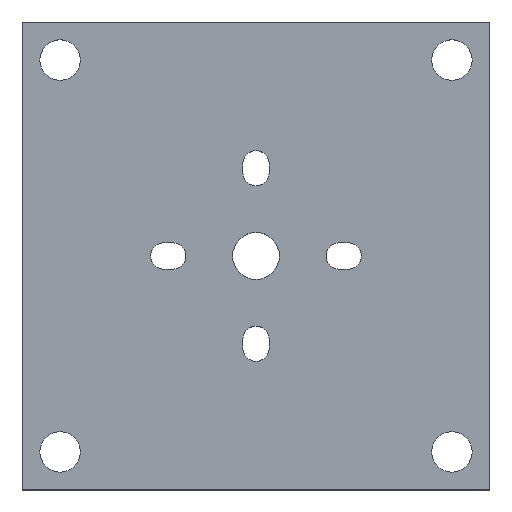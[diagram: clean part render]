
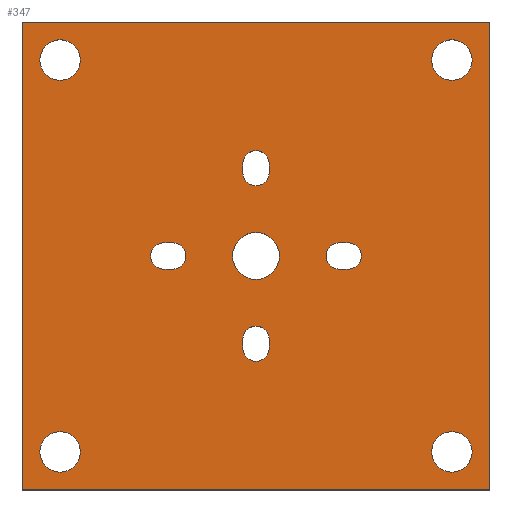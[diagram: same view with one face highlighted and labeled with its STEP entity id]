
A CAD part, top view. The second image highlights one B-rep face of the part: STEP entity #347.
In plain terms, the highlighted planar face has unit normal (0, 0, 1).
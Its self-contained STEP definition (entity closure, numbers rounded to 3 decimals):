
#62=CARTESIAN_POINT('Vertex',(60.083,67.,10.)) ;
#76=CARTESIAN_POINT('Vertex',(73.918,67.,10.)) ;
#79=CARTESIAN_POINT('Axis2P3D Location',(67.,67.,10.)) ;
#91=CARTESIAN_POINT('Axis2P3D Location',(0.,0.,10.)) ;
#96=CARTESIAN_POINT('Line Origine',(-80.,0.,10.)) ;
#100=CARTESIAN_POINT('Vertex',(-80.,80.,10.)) ;
#102=CARTESIAN_POINT('Vertex',(-80.,-80.,10.)) ;
#105=CARTESIAN_POINT('Line Origine',(0.,-80.,10.)) ;
#109=CARTESIAN_POINT('Vertex',(80.,-80.,10.)) ;
#112=CARTESIAN_POINT('Line Origine',(80.,0.,10.)) ;
#116=CARTESIAN_POINT('Vertex',(80.,80.,10.)) ;
#119=CARTESIAN_POINT('Line Origine',(0.,80.,10.)) ;
#130=CARTESIAN_POINT('Axis2P3D Location',(67.,67.,10.)) ;
#139=CARTESIAN_POINT('Axis2P3D Location',(31.5,0.,10.)) ;
#143=CARTESIAN_POINT('Vertex',(31.5,-4.5,10.)) ;
#145=CARTESIAN_POINT('Vertex',(31.5,4.5,10.)) ;
#148=CARTESIAN_POINT('Line Origine',(30.,-4.5,10.)) ;
#152=CARTESIAN_POINT('Vertex',(28.5,-4.5,10.)) ;
#155=CARTESIAN_POINT('Axis2P3D Location',(28.5,0.,10.)) ;
#159=CARTESIAN_POINT('Vertex',(28.5,4.5,10.)) ;
#162=CARTESIAN_POINT('Line Origine',(30.,4.5,10.)) ;
#173=CARTESIAN_POINT('Axis2P3D Location',(0.,0.,10.)) ;
#177=CARTESIAN_POINT('Vertex',(-8.,0.,10.)) ;
#179=CARTESIAN_POINT('Vertex',(8.,0.,10.)) ;
#182=CARTESIAN_POINT('Axis2P3D Location',(0.,0.,10.)) ;
#191=CARTESIAN_POINT('Axis2P3D Location',(0.,-31.5,10.)) ;
#195=CARTESIAN_POINT('Vertex',(-4.5,-31.5,10.)) ;
#197=CARTESIAN_POINT('Vertex',(4.5,-31.5,10.)) ;
#200=CARTESIAN_POINT('Line Origine',(-4.5,-30.,10.)) ;
#204=CARTESIAN_POINT('Vertex',(-4.5,-28.5,10.)) ;
#207=CARTESIAN_POINT('Axis2P3D Location',(0.,-28.5,10.)) ;
#211=CARTESIAN_POINT('Vertex',(4.5,-28.5,10.)) ;
#214=CARTESIAN_POINT('Line Origine',(4.5,-30.,10.)) ;
#225=CARTESIAN_POINT('Axis2P3D Location',(-31.5,0.,10.)) ;
#229=CARTESIAN_POINT('Vertex',(-31.5,4.5,10.)) ;
#231=CARTESIAN_POINT('Vertex',(-31.5,-4.5,10.)) ;
#234=CARTESIAN_POINT('Line Origine',(-30.,4.5,10.)) ;
#238=CARTESIAN_POINT('Vertex',(-28.5,4.5,10.)) ;
#241=CARTESIAN_POINT('Axis2P3D Location',(-28.5,0.,10.)) ;
#245=CARTESIAN_POINT('Vertex',(-28.5,-4.5,10.)) ;
#248=CARTESIAN_POINT('Line Origine',(-30.,-4.5,10.)) ;
#259=CARTESIAN_POINT('Axis2P3D Location',(0.,31.5,10.)) ;
#263=CARTESIAN_POINT('Vertex',(4.5,31.5,10.)) ;
#265=CARTESIAN_POINT('Vertex',(-4.5,31.5,10.)) ;
#268=CARTESIAN_POINT('Line Origine',(4.5,30.,10.)) ;
#272=CARTESIAN_POINT('Vertex',(4.5,28.5,10.)) ;
#275=CARTESIAN_POINT('Axis2P3D Location',(0.,28.5,10.)) ;
#279=CARTESIAN_POINT('Vertex',(-4.5,28.5,10.)) ;
#282=CARTESIAN_POINT('Line Origine',(-4.5,30.,10.)) ;
#293=CARTESIAN_POINT('Axis2P3D Location',(67.,-67.,10.)) ;
#297=CARTESIAN_POINT('Vertex',(67.,-73.918,10.)) ;
#299=CARTESIAN_POINT('Vertex',(67.,-60.083,10.)) ;
#302=CARTESIAN_POINT('Axis2P3D Location',(67.,-67.,10.)) ;
#311=CARTESIAN_POINT('Axis2P3D Location',(-67.,-67.,10.)) ;
#315=CARTESIAN_POINT('Vertex',(-73.918,-67.,10.)) ;
#317=CARTESIAN_POINT('Vertex',(-60.083,-67.,10.)) ;
#320=CARTESIAN_POINT('Axis2P3D Location',(-67.,-67.,10.)) ;
#329=CARTESIAN_POINT('Axis2P3D Location',(-67.,67.,10.)) ;
#333=CARTESIAN_POINT('Vertex',(-67.,73.918,10.)) ;
#335=CARTESIAN_POINT('Vertex',(-67.,60.083,10.)) ;
#338=CARTESIAN_POINT('Axis2P3D Location',(-67.,67.,10.)) ;
#80=DIRECTION('Axis2P3D Direction',(0.,-0.,-1.)) ;
#92=DIRECTION('Axis2P3D Direction',(0.,0.,1.)) ;
#93=DIRECTION('Axis2P3D XDirection',(1.,0.,0.)) ;
#97=DIRECTION('Vector Direction',(0.,-1.,0.)) ;
#106=DIRECTION('Vector Direction',(-1.,0.,0.)) ;
#113=DIRECTION('Vector Direction',(0.,1.,0.)) ;
#120=DIRECTION('Vector Direction',(1.,0.,0.)) ;
#131=DIRECTION('Axis2P3D Direction',(0.,0.,1.)) ;
#140=DIRECTION('Axis2P3D Direction',(0.,0.,1.)) ;
#149=DIRECTION('Vector Direction',(-1.,0.,0.)) ;
#156=DIRECTION('Axis2P3D Direction',(0.,0.,1.)) ;
#163=DIRECTION('Vector Direction',(1.,0.,0.)) ;
#174=DIRECTION('Axis2P3D Direction',(0.,0.,1.)) ;
#183=DIRECTION('Axis2P3D Direction',(0.,0.,1.)) ;
#192=DIRECTION('Axis2P3D Direction',(0.,0.,1.)) ;
#201=DIRECTION('Vector Direction',(0.,1.,0.)) ;
#208=DIRECTION('Axis2P3D Direction',(0.,0.,1.)) ;
#215=DIRECTION('Vector Direction',(0.,-1.,0.)) ;
#226=DIRECTION('Axis2P3D Direction',(0.,0.,1.)) ;
#235=DIRECTION('Vector Direction',(1.,0.,0.)) ;
#242=DIRECTION('Axis2P3D Direction',(0.,0.,1.)) ;
#249=DIRECTION('Vector Direction',(-1.,0.,0.)) ;
#260=DIRECTION('Axis2P3D Direction',(0.,0.,1.)) ;
#269=DIRECTION('Vector Direction',(0.,-1.,0.)) ;
#276=DIRECTION('Axis2P3D Direction',(0.,0.,1.)) ;
#283=DIRECTION('Vector Direction',(0.,1.,0.)) ;
#294=DIRECTION('Axis2P3D Direction',(0.,0.,1.)) ;
#303=DIRECTION('Axis2P3D Direction',(0.,0.,1.)) ;
#312=DIRECTION('Axis2P3D Direction',(0.,0.,1.)) ;
#321=DIRECTION('Axis2P3D Direction',(0.,0.,1.)) ;
#330=DIRECTION('Axis2P3D Direction',(0.,0.,1.)) ;
#339=DIRECTION('Axis2P3D Direction',(0.,0.,1.)) ;
#81=AXIS2_PLACEMENT_3D('Circle Axis2P3D',#79,#80,$) ;
#94=AXIS2_PLACEMENT_3D('Plane Axis2P3D',#91,#92,#93) ;
#132=AXIS2_PLACEMENT_3D('Circle Axis2P3D',#130,#131,$) ;
#141=AXIS2_PLACEMENT_3D('Circle Axis2P3D',#139,#140,$) ;
#157=AXIS2_PLACEMENT_3D('Circle Axis2P3D',#155,#156,$) ;
#175=AXIS2_PLACEMENT_3D('Circle Axis2P3D',#173,#174,$) ;
#184=AXIS2_PLACEMENT_3D('Circle Axis2P3D',#182,#183,$) ;
#193=AXIS2_PLACEMENT_3D('Circle Axis2P3D',#191,#192,$) ;
#209=AXIS2_PLACEMENT_3D('Circle Axis2P3D',#207,#208,$) ;
#227=AXIS2_PLACEMENT_3D('Circle Axis2P3D',#225,#226,$) ;
#243=AXIS2_PLACEMENT_3D('Circle Axis2P3D',#241,#242,$) ;
#261=AXIS2_PLACEMENT_3D('Circle Axis2P3D',#259,#260,$) ;
#277=AXIS2_PLACEMENT_3D('Circle Axis2P3D',#275,#276,$) ;
#295=AXIS2_PLACEMENT_3D('Circle Axis2P3D',#293,#294,$) ;
#304=AXIS2_PLACEMENT_3D('Circle Axis2P3D',#302,#303,$) ;
#313=AXIS2_PLACEMENT_3D('Circle Axis2P3D',#311,#312,$) ;
#322=AXIS2_PLACEMENT_3D('Circle Axis2P3D',#320,#321,$) ;
#331=AXIS2_PLACEMENT_3D('Circle Axis2P3D',#329,#330,$) ;
#340=AXIS2_PLACEMENT_3D('Circle Axis2P3D',#338,#339,$) ;
#125=ORIENTED_EDGE('',*,*,#104,.T.) ;
#126=ORIENTED_EDGE('',*,*,#111,.T.) ;
#127=ORIENTED_EDGE('',*,*,#118,.T.) ;
#128=ORIENTED_EDGE('',*,*,#123,.T.) ;
#136=ORIENTED_EDGE('',*,*,#134,.F.) ;
#137=ORIENTED_EDGE('',*,*,#83,.F.) ;
#168=ORIENTED_EDGE('',*,*,#147,.F.) ;
#169=ORIENTED_EDGE('',*,*,#154,.F.) ;
#170=ORIENTED_EDGE('',*,*,#161,.F.) ;
#171=ORIENTED_EDGE('',*,*,#166,.F.) ;
#188=ORIENTED_EDGE('',*,*,#181,.F.) ;
#189=ORIENTED_EDGE('',*,*,#186,.F.) ;
#220=ORIENTED_EDGE('',*,*,#199,.F.) ;
#221=ORIENTED_EDGE('',*,*,#206,.F.) ;
#222=ORIENTED_EDGE('',*,*,#213,.F.) ;
#223=ORIENTED_EDGE('',*,*,#218,.F.) ;
#254=ORIENTED_EDGE('',*,*,#233,.F.) ;
#255=ORIENTED_EDGE('',*,*,#240,.F.) ;
#256=ORIENTED_EDGE('',*,*,#247,.F.) ;
#257=ORIENTED_EDGE('',*,*,#252,.F.) ;
#288=ORIENTED_EDGE('',*,*,#267,.F.) ;
#289=ORIENTED_EDGE('',*,*,#274,.F.) ;
#290=ORIENTED_EDGE('',*,*,#281,.F.) ;
#291=ORIENTED_EDGE('',*,*,#286,.F.) ;
#308=ORIENTED_EDGE('',*,*,#301,.F.) ;
#309=ORIENTED_EDGE('',*,*,#306,.F.) ;
#326=ORIENTED_EDGE('',*,*,#319,.F.) ;
#327=ORIENTED_EDGE('',*,*,#324,.F.) ;
#344=ORIENTED_EDGE('',*,*,#337,.F.) ;
#345=ORIENTED_EDGE('',*,*,#342,.F.) ;
#138=FACE_BOUND('',#135,.T.) ;
#172=FACE_BOUND('',#167,.T.) ;
#190=FACE_BOUND('',#187,.T.) ;
#224=FACE_BOUND('',#219,.T.) ;
#258=FACE_BOUND('',#253,.T.) ;
#292=FACE_BOUND('',#287,.T.) ;
#310=FACE_BOUND('',#307,.T.) ;
#328=FACE_BOUND('',#325,.T.) ;
#346=FACE_BOUND('',#343,.T.) ;
#98=VECTOR('Line Direction',#97,1.) ;
#107=VECTOR('Line Direction',#106,1.) ;
#114=VECTOR('Line Direction',#113,1.) ;
#121=VECTOR('Line Direction',#120,1.) ;
#150=VECTOR('Line Direction',#149,1.) ;
#164=VECTOR('Line Direction',#163,1.) ;
#202=VECTOR('Line Direction',#201,1.) ;
#216=VECTOR('Line Direction',#215,1.) ;
#236=VECTOR('Line Direction',#235,1.) ;
#250=VECTOR('Line Direction',#249,1.) ;
#270=VECTOR('Line Direction',#269,1.) ;
#284=VECTOR('Line Direction',#283,1.) ;
#347=ADVANCED_FACE('Corps principal',(#129,#138,#172,#190,#224,#258,#292,#310,#328,#346),#95,.T.) ;
#82=CIRCLE('generated circle',#81,6.918) ;
#133=CIRCLE('generated circle',#132,6.918) ;
#142=CIRCLE('generated circle',#141,4.5) ;
#158=CIRCLE('generated circle',#157,4.5) ;
#176=CIRCLE('generated circle',#175,8.) ;
#185=CIRCLE('generated circle',#184,8.) ;
#194=CIRCLE('generated circle',#193,4.5) ;
#210=CIRCLE('generated circle',#209,4.5) ;
#228=CIRCLE('generated circle',#227,4.5) ;
#244=CIRCLE('generated circle',#243,4.5) ;
#262=CIRCLE('generated circle',#261,4.5) ;
#278=CIRCLE('generated circle',#277,4.5) ;
#296=CIRCLE('generated circle',#295,6.918) ;
#305=CIRCLE('generated circle',#304,6.918) ;
#314=CIRCLE('generated circle',#313,6.918) ;
#323=CIRCLE('generated circle',#322,6.918) ;
#332=CIRCLE('generated circle',#331,6.918) ;
#341=CIRCLE('generated circle',#340,6.918) ;
#83=EDGE_CURVE('',#77,#63,#82,.F.) ;
#104=EDGE_CURVE('',#101,#103,#99,.T.) ;
#111=EDGE_CURVE('',#103,#110,#108,.F.) ;
#118=EDGE_CURVE('',#110,#117,#115,.T.) ;
#123=EDGE_CURVE('',#117,#101,#122,.F.) ;
#134=EDGE_CURVE('',#63,#77,#133,.T.) ;
#147=EDGE_CURVE('',#144,#146,#142,.T.) ;
#154=EDGE_CURVE('',#153,#144,#151,.F.) ;
#161=EDGE_CURVE('',#160,#153,#158,.T.) ;
#166=EDGE_CURVE('',#146,#160,#165,.F.) ;
#181=EDGE_CURVE('',#178,#180,#176,.T.) ;
#186=EDGE_CURVE('',#180,#178,#185,.T.) ;
#199=EDGE_CURVE('',#196,#198,#194,.T.) ;
#206=EDGE_CURVE('',#205,#196,#203,.F.) ;
#213=EDGE_CURVE('',#212,#205,#210,.T.) ;
#218=EDGE_CURVE('',#198,#212,#217,.F.) ;
#233=EDGE_CURVE('',#230,#232,#228,.T.) ;
#240=EDGE_CURVE('',#239,#230,#237,.F.) ;
#247=EDGE_CURVE('',#246,#239,#244,.T.) ;
#252=EDGE_CURVE('',#232,#246,#251,.F.) ;
#267=EDGE_CURVE('',#264,#266,#262,.T.) ;
#274=EDGE_CURVE('',#273,#264,#271,.F.) ;
#281=EDGE_CURVE('',#280,#273,#278,.T.) ;
#286=EDGE_CURVE('',#266,#280,#285,.F.) ;
#301=EDGE_CURVE('',#298,#300,#296,.T.) ;
#306=EDGE_CURVE('',#300,#298,#305,.T.) ;
#319=EDGE_CURVE('',#316,#318,#314,.T.) ;
#324=EDGE_CURVE('',#318,#316,#323,.T.) ;
#337=EDGE_CURVE('',#334,#336,#332,.T.) ;
#342=EDGE_CURVE('',#336,#334,#341,.T.) ;
#124=EDGE_LOOP('',(#125,#126,#127,#128)) ;
#135=EDGE_LOOP('',(#136,#137)) ;
#167=EDGE_LOOP('',(#168,#169,#170,#171)) ;
#187=EDGE_LOOP('',(#188,#189)) ;
#219=EDGE_LOOP('',(#220,#221,#222,#223)) ;
#253=EDGE_LOOP('',(#254,#255,#256,#257)) ;
#287=EDGE_LOOP('',(#288,#289,#290,#291)) ;
#307=EDGE_LOOP('',(#308,#309)) ;
#325=EDGE_LOOP('',(#326,#327)) ;
#343=EDGE_LOOP('',(#344,#345)) ;
#129=FACE_OUTER_BOUND('',#124,.T.) ;
#99=LINE('Line',#96,#98) ;
#108=LINE('Line',#105,#107) ;
#115=LINE('Line',#112,#114) ;
#122=LINE('Line',#119,#121) ;
#151=LINE('Line',#148,#150) ;
#165=LINE('Line',#162,#164) ;
#203=LINE('Line',#200,#202) ;
#217=LINE('Line',#214,#216) ;
#237=LINE('Line',#234,#236) ;
#251=LINE('Line',#248,#250) ;
#271=LINE('Line',#268,#270) ;
#285=LINE('Line',#282,#284) ;
#95=PLANE('',#94) ;
#63=VERTEX_POINT('',#62) ;
#77=VERTEX_POINT('',#76) ;
#101=VERTEX_POINT('',#100) ;
#103=VERTEX_POINT('',#102) ;
#110=VERTEX_POINT('',#109) ;
#117=VERTEX_POINT('',#116) ;
#144=VERTEX_POINT('',#143) ;
#146=VERTEX_POINT('',#145) ;
#153=VERTEX_POINT('',#152) ;
#160=VERTEX_POINT('',#159) ;
#178=VERTEX_POINT('',#177) ;
#180=VERTEX_POINT('',#179) ;
#196=VERTEX_POINT('',#195) ;
#198=VERTEX_POINT('',#197) ;
#205=VERTEX_POINT('',#204) ;
#212=VERTEX_POINT('',#211) ;
#230=VERTEX_POINT('',#229) ;
#232=VERTEX_POINT('',#231) ;
#239=VERTEX_POINT('',#238) ;
#246=VERTEX_POINT('',#245) ;
#264=VERTEX_POINT('',#263) ;
#266=VERTEX_POINT('',#265) ;
#273=VERTEX_POINT('',#272) ;
#280=VERTEX_POINT('',#279) ;
#298=VERTEX_POINT('',#297) ;
#300=VERTEX_POINT('',#299) ;
#316=VERTEX_POINT('',#315) ;
#318=VERTEX_POINT('',#317) ;
#334=VERTEX_POINT('',#333) ;
#336=VERTEX_POINT('',#335) ;
